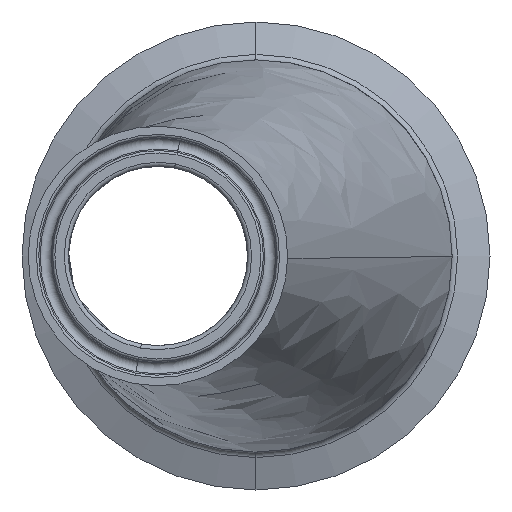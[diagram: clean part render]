
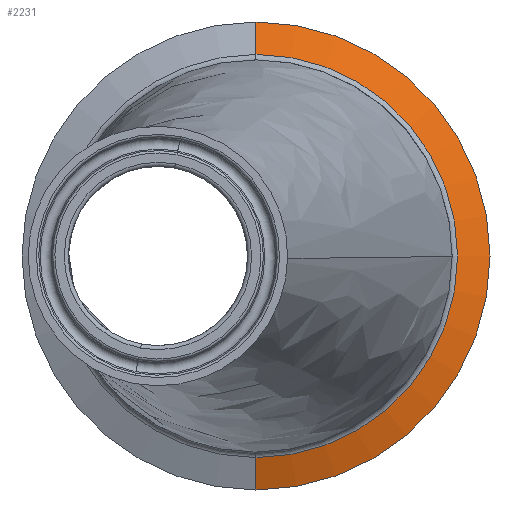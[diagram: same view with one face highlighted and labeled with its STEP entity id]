
A CAD part, front view. The second image highlights one B-rep face of the part: STEP entity #2231.
In plain terms, the highlighted conical face has half-angle 70 degrees and reference radius 45.455 mm.
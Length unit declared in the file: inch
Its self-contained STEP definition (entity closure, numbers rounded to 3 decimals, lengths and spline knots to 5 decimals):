
#67 = FACE_OUTER_BOUND ( 'NONE', #1172, .T. ) ;
#73 = EDGE_CURVE ( 'NONE', #633, #155, #730, .T. ) ;
#147 = DIRECTION ( 'NONE',  ( 0., 0.342, 0.94 ) ) ;
#155 = VERTEX_POINT ( 'NONE', #427 ) ;
#161 = DIRECTION ( 'NONE',  ( 0., 0.342, -0.94 ) ) ;
#173 = CARTESIAN_POINT ( 'NONE',  ( -2.44031, -2.03852, 0. ) ) ;
#280 = AXIS2_PLACEMENT_3D ( 'NONE', #173, #1214, #2328 ) ;
#350 = CARTESIAN_POINT ( 'NONE',  ( -2.44031, -2.03852, -1.78957 ) ) ;
#411 = ORIENTED_EDGE ( 'NONE', *, *, #1348, .F. ) ;
#414 = CARTESIAN_POINT ( 'NONE',  ( -2.44031, -2.12883, 1.54145 ) ) ;
#427 = CARTESIAN_POINT ( 'NONE',  ( -2.44031, -2.12883, -1.54145 ) ) ;
#443 = AXIS2_PLACEMENT_3D ( 'NONE', #553, #1834, #735 ) ;
#454 = VECTOR ( 'NONE', #147, 39.37008 ) ;
#553 = CARTESIAN_POINT ( 'NONE',  ( -2.44031, -2.12883, 0. ) ) ;
#633 = VERTEX_POINT ( 'NONE', #414 ) ;
#667 = CARTESIAN_POINT ( 'NONE',  ( -2.44031, -2.03852, -1.78957 ) ) ;
#730 = CIRCLE ( 'NONE', #443, 1.54145 ) ;
#735 = DIRECTION ( 'NONE',  ( 0., 0., 1. ) ) ;
#760 = ORIENTED_EDGE ( 'NONE', *, *, #1716, .T. ) ;
#974 = CIRCLE ( 'NONE', #280, 1.78957 ) ;
#978 = CONICAL_SURFACE ( 'NONE', #1643, 1.78957, 1.222 ) ;
#1098 = LINE ( 'NONE', #350, #1831 ) ;
#1170 = DIRECTION ( 'NONE',  ( 0., 0., 1. ) ) ;
#1172 = EDGE_LOOP ( 'NONE', ( #1702, #760, #1311, #411 ) ) ;
#1214 = DIRECTION ( 'NONE',  ( 0., 1., 0. ) ) ;
#1275 = CARTESIAN_POINT ( 'NONE',  ( -2.44031, -2.03852, 1.78957 ) ) ;
#1311 = ORIENTED_EDGE ( 'NONE', *, *, #1666, .F. ) ;
#1348 = EDGE_CURVE ( 'NONE', #633, #1543, #1423, .T. ) ;
#1385 = CARTESIAN_POINT ( 'NONE',  ( -2.44031, -2.03852, 1.78957 ) ) ;
#1423 = LINE ( 'NONE', #1385, #454 ) ;
#1543 = VERTEX_POINT ( 'NONE', #1275 ) ;
#1643 = AXIS2_PLACEMENT_3D ( 'NONE', #1688, #1886, #1170 ) ;
#1666 = EDGE_CURVE ( 'NONE', #1543, #1779, #974, .T. ) ;
#1688 = CARTESIAN_POINT ( 'NONE',  ( -2.44031, -2.03852, 0. ) ) ;
#1702 = ORIENTED_EDGE ( 'NONE', *, *, #73, .T. ) ;
#1716 = EDGE_CURVE ( 'NONE', #155, #1779, #1098, .T. ) ;
#1779 = VERTEX_POINT ( 'NONE', #667 ) ;
#1831 = VECTOR ( 'NONE', #161, 39.37008 ) ;
#1834 = DIRECTION ( 'NONE',  ( 0., 1., 0. ) ) ;
#1886 = DIRECTION ( 'NONE',  ( 0., 1., 0. ) ) ;
#2231 = ADVANCED_FACE ( 'NONE', ( #67 ), #978, .T. ) ;
#2328 = DIRECTION ( 'NONE',  ( 0., 0., 1. ) ) ;
